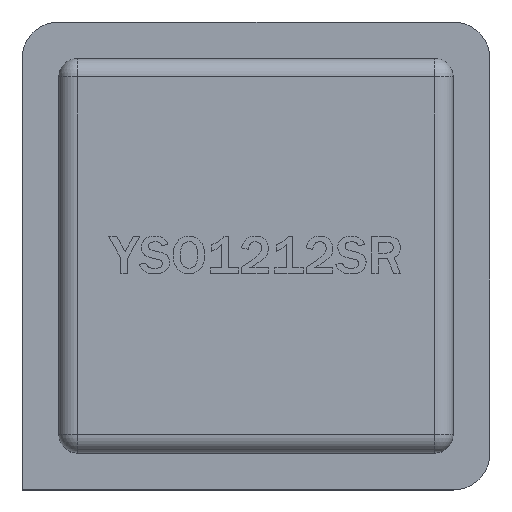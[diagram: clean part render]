
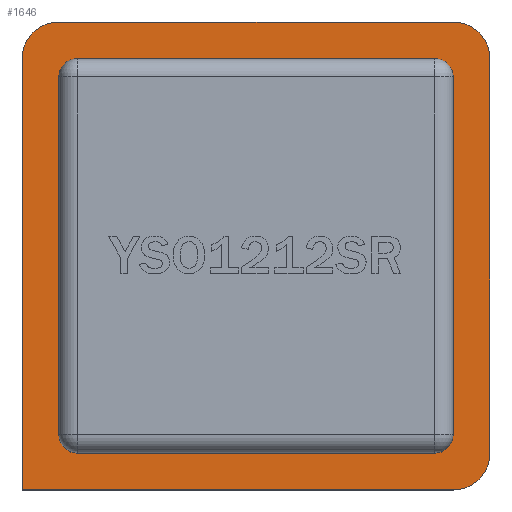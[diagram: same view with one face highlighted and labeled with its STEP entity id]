
A CAD part, top view. The second image highlights one B-rep face of the part: STEP entity #1646.
In plain terms, the highlighted planar face has unit normal (0, 0, 1).
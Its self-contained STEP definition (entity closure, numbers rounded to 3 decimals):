
#55 = DIRECTION ( 'NONE',  ( 0., 0., 1. ) ) ;
#109 = CARTESIAN_POINT ( 'NONE',  ( 4.85, -4.85, 0.5 ) ) ;
#121 = CARTESIAN_POINT ( 'NONE',  ( 4.85, -5.35, 0.5 ) ) ;
#133 = VERTEX_POINT ( 'NONE', #6243 ) ;
#198 = DIRECTION ( 'NONE',  ( 1., 0., 0. ) ) ;
#311 = CARTESIAN_POINT ( 'NONE',  ( 5.35, -6.35, 0.5 ) ) ;
#361 = LINE ( 'NONE', #7686, #5502 ) ;
#429 = FACE_OUTER_BOUND ( 'NONE', #8589, .T. ) ;
#432 = LINE ( 'NONE', #1111, #2705 ) ;
#607 = EDGE_CURVE ( 'NONE', #1942, #133, #8383, .T. ) ;
#612 = AXIS2_PLACEMENT_3D ( 'NONE', #5253, #55, #7324 ) ;
#616 = CARTESIAN_POINT ( 'NONE',  ( 4.85, 4.85, 0.5 ) ) ;
#691 = CARTESIAN_POINT ( 'NONE',  ( 4.85, 5.35, 0.5 ) ) ;
#703 = VERTEX_POINT ( 'NONE', #121 ) ;
#725 = ORIENTED_EDGE ( 'NONE', *, *, #5680, .T. ) ;
#795 = ORIENTED_EDGE ( 'NONE', *, *, #3147, .T. ) ;
#998 = DIRECTION ( 'NONE',  ( 0., -1., 0. ) ) ;
#1107 = DIRECTION ( 'NONE',  ( 0., 0., 1. ) ) ;
#1111 = CARTESIAN_POINT ( 'NONE',  ( -4.85, -5.35, 0.5 ) ) ;
#1182 = VERTEX_POINT ( 'NONE', #2449 ) ;
#1250 = AXIS2_PLACEMENT_3D ( 'NONE', #6278, #2719, #6100 ) ;
#1261 = EDGE_CURVE ( 'NONE', #4224, #4893, #7006, .T. ) ;
#1266 = CARTESIAN_POINT ( 'NONE',  ( 5.35, 6.35, 0.5 ) ) ;
#1276 = ORIENTED_EDGE ( 'NONE', *, *, #7541, .F. ) ;
#1345 = ORIENTED_EDGE ( 'NONE', *, *, #5336, .F. ) ;
#1395 = DIRECTION ( 'NONE',  ( 0., 1., 0. ) ) ;
#1419 = ORIENTED_EDGE ( 'NONE', *, *, #1261, .T. ) ;
#1438 = CIRCLE ( 'NONE', #6630, 0.5 ) ;
#1449 = DIRECTION ( 'NONE',  ( 1., 0., 0. ) ) ;
#1482 = DIRECTION ( 'NONE',  ( 1., 0., 0. ) ) ;
#1512 = VERTEX_POINT ( 'NONE', #4490 ) ;
#1519 = ORIENTED_EDGE ( 'NONE', *, *, #2150, .F. ) ;
#1622 = CARTESIAN_POINT ( 'NONE',  ( -6.35, 5.35, 0.5 ) ) ;
#1646 = ADVANCED_FACE ( 'NONE', ( #4410, #429 ), #4452, .T. ) ;
#1662 = DIRECTION ( 'NONE',  ( 0., 0., 1. ) ) ;
#1888 = AXIS2_PLACEMENT_3D ( 'NONE', #109, #2766, #1449 ) ;
#1942 = VERTEX_POINT ( 'NONE', #1266 ) ;
#2111 = LINE ( 'NONE', #6754, #5320 ) ;
#2150 = EDGE_CURVE ( 'NONE', #2634, #4985, #3513, .T. ) ;
#2405 = CARTESIAN_POINT ( 'NONE',  ( -6.35, -6.35, 0.5 ) ) ;
#2406 = CIRCLE ( 'NONE', #1250, 1. ) ;
#2415 = AXIS2_PLACEMENT_3D ( 'NONE', #6988, #3649, #198 ) ;
#2442 = DIRECTION ( 'NONE',  ( 1., 0., 0. ) ) ;
#2449 = CARTESIAN_POINT ( 'NONE',  ( 5.35, -4.85, 0.5 ) ) ;
#2549 = EDGE_LOOP ( 'NONE', ( #4783, #1345, #7622, #5737, #1519, #1276, #7095, #4404 ) ) ;
#2634 = VERTEX_POINT ( 'NONE', #6593 ) ;
#2705 = VECTOR ( 'NONE', #2442, 1000. ) ;
#2719 = DIRECTION ( 'NONE',  ( 0., 0., 1. ) ) ;
#2766 = DIRECTION ( 'NONE',  ( 0., 0., 1. ) ) ;
#2888 = EDGE_CURVE ( 'NONE', #5226, #7299, #7875, .T. ) ;
#3065 = EDGE_CURVE ( 'NONE', #1182, #5809, #2111, .T. ) ;
#3147 = EDGE_CURVE ( 'NONE', #133, #1512, #3222, .T. ) ;
#3192 = LINE ( 'NONE', #6703, #6911 ) ;
#3222 = CIRCLE ( 'NONE', #4510, 1. ) ;
#3335 = ORIENTED_EDGE ( 'NONE', *, *, #4491, .T. ) ;
#3512 = VERTEX_POINT ( 'NONE', #8234 ) ;
#3513 = CIRCLE ( 'NONE', #8568, 0.5 ) ;
#3545 = DIRECTION ( 'NONE',  ( 0., 0., 1. ) ) ;
#3547 = DIRECTION ( 'NONE',  ( 1., 0., 0. ) ) ;
#3649 = DIRECTION ( 'NONE',  ( 0., 0., 1. ) ) ;
#3784 = DIRECTION ( 'NONE',  ( 1., 0., 0. ) ) ;
#3976 = CARTESIAN_POINT ( 'NONE',  ( -5.35, 4.85, 0.5 ) ) ;
#4224 = VERTEX_POINT ( 'NONE', #7575 ) ;
#4298 = DIRECTION ( 'NONE',  ( 0., -1., 0. ) ) ;
#4404 = ORIENTED_EDGE ( 'NONE', *, *, #3065, .F. ) ;
#4410 = FACE_BOUND ( 'NONE', #2549, .T. ) ;
#4452 = PLANE ( 'NONE',  #6589 ) ;
#4490 = CARTESIAN_POINT ( 'NONE',  ( -6.35, 5.35, 0.5 ) ) ;
#4491 = EDGE_CURVE ( 'NONE', #3512, #1942, #2406, .T. ) ;
#4510 = AXIS2_PLACEMENT_3D ( 'NONE', #5565, #1662, #3547 ) ;
#4742 = ORIENTED_EDGE ( 'NONE', *, *, #607, .T. ) ;
#4783 = ORIENTED_EDGE ( 'NONE', *, *, #8294, .F. ) ;
#4893 = VERTEX_POINT ( 'NONE', #311 ) ;
#4985 = VERTEX_POINT ( 'NONE', #3976 ) ;
#5093 = CARTESIAN_POINT ( 'NONE',  ( -4.85, 5.35, 0.5 ) ) ;
#5116 = DIRECTION ( 'NONE',  ( -1., 0., 0. ) ) ;
#5220 = CIRCLE ( 'NONE', #612, 1. ) ;
#5226 = VERTEX_POINT ( 'NONE', #6432 ) ;
#5253 = CARTESIAN_POINT ( 'NONE',  ( 5.35, -5.35, 0.5 ) ) ;
#5320 = VECTOR ( 'NONE', #1395, 1000. ) ;
#5336 = EDGE_CURVE ( 'NONE', #7299, #703, #432, .T. ) ;
#5375 = VECTOR ( 'NONE', #4298, 1000. ) ;
#5385 = CIRCLE ( 'NONE', #1888, 0.5 ) ;
#5502 = VECTOR ( 'NONE', #998, 1000. ) ;
#5533 = VERTEX_POINT ( 'NONE', #5707 ) ;
#5565 = CARTESIAN_POINT ( 'NONE',  ( -5.35, 5.35, 0.5 ) ) ;
#5603 = ORIENTED_EDGE ( 'NONE', *, *, #6469, .T. ) ;
#5618 = LINE ( 'NONE', #1622, #5375 ) ;
#5621 = EDGE_CURVE ( 'NONE', #4893, #5533, #5220, .T. ) ;
#5628 = VECTOR ( 'NONE', #6356, 1000. ) ;
#5635 = EDGE_CURVE ( 'NONE', #5809, #7988, #1438, .T. ) ;
#5669 = DIRECTION ( 'NONE',  ( -1., 0., 0. ) ) ;
#5680 = EDGE_CURVE ( 'NONE', #5533, #3512, #3192, .T. ) ;
#5707 = CARTESIAN_POINT ( 'NONE',  ( 6.35, -5.35, 0.5 ) ) ;
#5737 = ORIENTED_EDGE ( 'NONE', *, *, #5825, .F. ) ;
#5809 = VERTEX_POINT ( 'NONE', #7771 ) ;
#5825 = EDGE_CURVE ( 'NONE', #4985, #5226, #361, .T. ) ;
#6100 = DIRECTION ( 'NONE',  ( -1., 0., 0. ) ) ;
#6243 = CARTESIAN_POINT ( 'NONE',  ( -5.35, 6.35, 0.5 ) ) ;
#6277 = CARTESIAN_POINT ( 'NONE',  ( -4.85, 4.85, 0.5 ) ) ;
#6278 = CARTESIAN_POINT ( 'NONE',  ( 5.35, 5.35, 0.5 ) ) ;
#6343 = CARTESIAN_POINT ( 'NONE',  ( -4.85, -5.35, 0.5 ) ) ;
#6356 = DIRECTION ( 'NONE',  ( 1., 0., 0. ) ) ;
#6432 = CARTESIAN_POINT ( 'NONE',  ( -5.35, -4.85, 0.5 ) ) ;
#6469 = EDGE_CURVE ( 'NONE', #1512, #4224, #5618, .T. ) ;
#6589 = AXIS2_PLACEMENT_3D ( 'NONE', #7129, #1107, #3784 ) ;
#6593 = CARTESIAN_POINT ( 'NONE',  ( -4.85, 5.35, 0.5 ) ) ;
#6630 = AXIS2_PLACEMENT_3D ( 'NONE', #616, #8648, #7277 ) ;
#6703 = CARTESIAN_POINT ( 'NONE',  ( 6.35, 5.35, 0.5 ) ) ;
#6754 = CARTESIAN_POINT ( 'NONE',  ( 5.35, 4.85, 0.5 ) ) ;
#6911 = VECTOR ( 'NONE', #7238, 1000. ) ;
#6935 = LINE ( 'NONE', #5093, #7499 ) ;
#6988 = CARTESIAN_POINT ( 'NONE',  ( -4.85, -4.85, 0.5 ) ) ;
#7006 = LINE ( 'NONE', #2405, #5628 ) ;
#7095 = ORIENTED_EDGE ( 'NONE', *, *, #5635, .F. ) ;
#7129 = CARTESIAN_POINT ( 'NONE',  ( 5.35, -5.35, 0.5 ) ) ;
#7158 = VECTOR ( 'NONE', #5116, 1000. ) ;
#7238 = DIRECTION ( 'NONE',  ( 0., 1., 0. ) ) ;
#7277 = DIRECTION ( 'NONE',  ( -1., 0., 0. ) ) ;
#7299 = VERTEX_POINT ( 'NONE', #6343 ) ;
#7324 = DIRECTION ( 'NONE',  ( 1., 0., 0. ) ) ;
#7499 = VECTOR ( 'NONE', #5669, 1000. ) ;
#7541 = EDGE_CURVE ( 'NONE', #7988, #2634, #6935, .T. ) ;
#7575 = CARTESIAN_POINT ( 'NONE',  ( -6.35, -6.35, 0.5 ) ) ;
#7622 = ORIENTED_EDGE ( 'NONE', *, *, #2888, .F. ) ;
#7686 = CARTESIAN_POINT ( 'NONE',  ( -5.35, 4.85, 0.5 ) ) ;
#7771 = CARTESIAN_POINT ( 'NONE',  ( 5.35, 4.85, 0.5 ) ) ;
#7875 = CIRCLE ( 'NONE', #2415, 0.5 ) ;
#7988 = VERTEX_POINT ( 'NONE', #691 ) ;
#8234 = CARTESIAN_POINT ( 'NONE',  ( 6.35, 5.35, 0.5 ) ) ;
#8294 = EDGE_CURVE ( 'NONE', #703, #1182, #5385, .T. ) ;
#8310 = ORIENTED_EDGE ( 'NONE', *, *, #5621, .T. ) ;
#8383 = LINE ( 'NONE', #8468, #7158 ) ;
#8468 = CARTESIAN_POINT ( 'NONE',  ( -5.35, 6.35, 0.5 ) ) ;
#8568 = AXIS2_PLACEMENT_3D ( 'NONE', #6277, #3545, #1482 ) ;
#8589 = EDGE_LOOP ( 'NONE', ( #1419, #8310, #725, #3335, #4742, #795, #5603 ) ) ;
#8648 = DIRECTION ( 'NONE',  ( 0., 0., 1. ) ) ;
